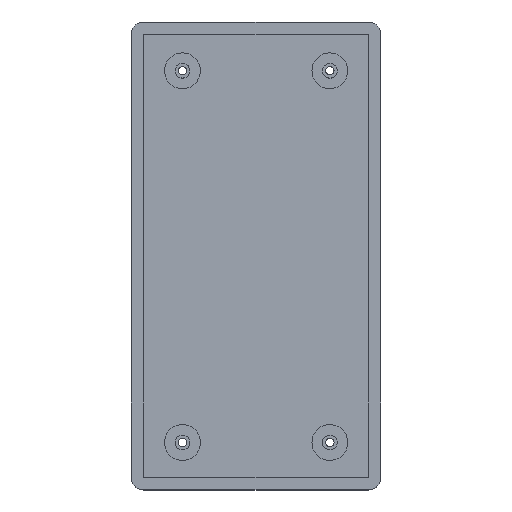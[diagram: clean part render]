
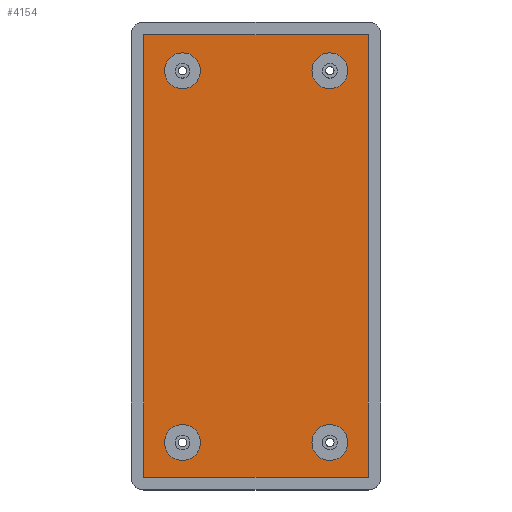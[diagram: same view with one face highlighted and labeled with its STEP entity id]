
A CAD part, top view. The second image highlights one B-rep face of the part: STEP entity #4154.
In plain terms, the highlighted planar face has unit normal (0, 0, 1).
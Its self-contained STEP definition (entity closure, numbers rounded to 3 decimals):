
#102=FACE_BOUND('',#782,.T.);
#103=FACE_BOUND('',#783,.T.);
#104=FACE_BOUND('',#784,.T.);
#105=FACE_BOUND('',#785,.T.);
#288=PLANE('',#4399);
#491=FACE_OUTER_BOUND('',#781,.T.);
#781=EDGE_LOOP('',(#3924,#3925,#3926,#3927));
#782=EDGE_LOOP('',(#3928));
#783=EDGE_LOOP('',(#3929));
#784=EDGE_LOOP('',(#3930));
#785=EDGE_LOOP('',(#3931));
#1284=LINE('',#6443,#1808);
#1288=LINE('',#6451,#1812);
#1291=LINE('',#6457,#1815);
#1294=LINE('',#6462,#1818);
#1808=VECTOR('',#5284,10.);
#1812=VECTOR('',#5290,10.);
#1815=VECTOR('',#5295,10.);
#1818=VECTOR('',#5300,10.);
#1867=CIRCLE('',#4381,2.8);
#1869=CIRCLE('',#4386,2.8);
#1871=CIRCLE('',#4391,2.8);
#1873=CIRCLE('',#4396,2.8);
#2212=VERTEX_POINT('',#6441);
#2213=VERTEX_POINT('',#6442);
#2216=VERTEX_POINT('',#6450);
#2218=VERTEX_POINT('',#6456);
#2233=VERTEX_POINT('',#6512);
#2235=VERTEX_POINT('',#6521);
#2237=VERTEX_POINT('',#6530);
#2239=VERTEX_POINT('',#6539);
#2758=EDGE_CURVE('',#2212,#2213,#1284,.T.);
#2762=EDGE_CURVE('',#2216,#2212,#1288,.T.);
#2765=EDGE_CURVE('',#2213,#2218,#1291,.T.);
#2768=EDGE_CURVE('',#2218,#2216,#1294,.T.);
#2790=EDGE_CURVE('',#2233,#2233,#1867,.T.);
#2794=EDGE_CURVE('',#2235,#2235,#1869,.T.);
#2798=EDGE_CURVE('',#2237,#2237,#1871,.T.);
#2802=EDGE_CURVE('',#2239,#2239,#1873,.T.);
#3924=ORIENTED_EDGE('',*,*,#2762,.T.);
#3925=ORIENTED_EDGE('',*,*,#2758,.T.);
#3926=ORIENTED_EDGE('',*,*,#2765,.T.);
#3927=ORIENTED_EDGE('',*,*,#2768,.T.);
#3928=ORIENTED_EDGE('',*,*,#2798,.T.);
#3929=ORIENTED_EDGE('',*,*,#2790,.T.);
#3930=ORIENTED_EDGE('',*,*,#2794,.T.);
#3931=ORIENTED_EDGE('',*,*,#2802,.T.);
#4154=ADVANCED_FACE('',(#491,#102,#103,#104,#105),#288,.T.);
#4381=AXIS2_PLACEMENT_3D('',#6514,#5367,#5368);
#4386=AXIS2_PLACEMENT_3D('',#6523,#5379,#5380);
#4391=AXIS2_PLACEMENT_3D('',#6532,#5391,#5392);
#4396=AXIS2_PLACEMENT_3D('',#6541,#5403,#5404);
#4399=AXIS2_PLACEMENT_3D('',#6545,#5410,#5411);
#5284=DIRECTION('',(0.,1.,0.));
#5290=DIRECTION('',(1.,0.,0.));
#5295=DIRECTION('',(-1.,0.,0.));
#5300=DIRECTION('',(0.,-1.,0.));
#5367=DIRECTION('center_axis',(0.,0.,-1.));
#5368=DIRECTION('ref_axis',(1.,0.,0.));
#5379=DIRECTION('center_axis',(0.,0.,-1.));
#5380=DIRECTION('ref_axis',(1.,0.,0.));
#5391=DIRECTION('center_axis',(0.,0.,-1.));
#5392=DIRECTION('ref_axis',(1.,0.,0.));
#5403=DIRECTION('center_axis',(0.,0.,-1.));
#5404=DIRECTION('ref_axis',(1.,0.,0.));
#5410=DIRECTION('center_axis',(0.,0.,1.));
#5411=DIRECTION('ref_axis',(1.,0.,0.));
#6441=CARTESIAN_POINT('',(13.607,-28.5,2.));
#6442=CARTESIAN_POINT('',(13.607,40.5,2.));
#6443=CARTESIAN_POINT('',(13.607,40.5,2.));
#6450=CARTESIAN_POINT('',(-21.393,-28.5,2.));
#6451=CARTESIAN_POINT('',(13.607,-28.5,2.));
#6456=CARTESIAN_POINT('',(-21.393,40.5,2.));
#6457=CARTESIAN_POINT('',(-21.393,40.5,2.));
#6462=CARTESIAN_POINT('',(-21.393,-28.5,2.));
#6512=CARTESIAN_POINT('',(-18.17,34.897,2.));
#6514=CARTESIAN_POINT('Origin',(-15.37,34.897,2.));
#6521=CARTESIAN_POINT('',(4.83,-23.103,2.));
#6523=CARTESIAN_POINT('Origin',(7.63,-23.103,2.));
#6530=CARTESIAN_POINT('',(4.83,34.897,2.));
#6532=CARTESIAN_POINT('Origin',(7.63,34.897,2.));
#6539=CARTESIAN_POINT('',(-18.17,-23.103,2.));
#6541=CARTESIAN_POINT('Origin',(-15.37,-23.103,2.));
#6545=CARTESIAN_POINT('Origin',(-3.893,6.,2.));
